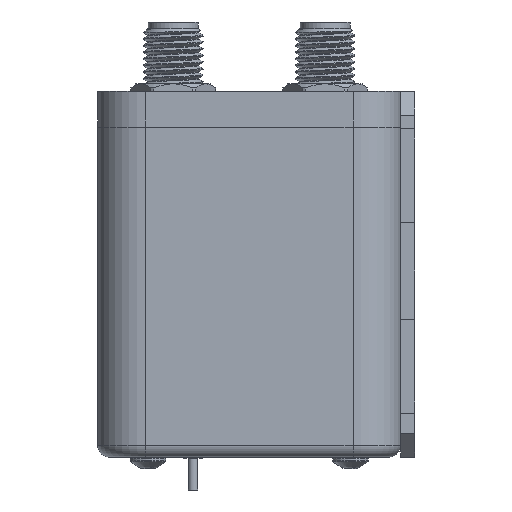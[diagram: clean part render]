
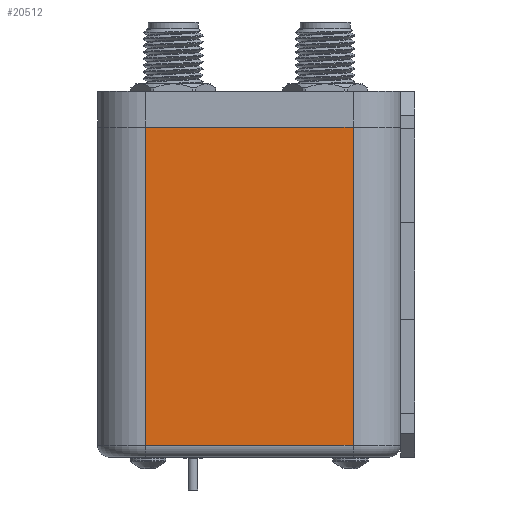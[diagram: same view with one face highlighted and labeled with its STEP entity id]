
A CAD part, left-side view. The second image highlights one B-rep face of the part: STEP entity #20512.
In plain terms, the highlighted planar face has unit normal (-1, 0, 0).
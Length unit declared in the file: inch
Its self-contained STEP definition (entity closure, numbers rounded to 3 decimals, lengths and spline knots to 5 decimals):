
#6 = EDGE_LOOP ( 'NONE', ( #28897, #32810, #19932, #16117 ) ) ;
#223 = DIRECTION ( 'NONE',  ( -1., 0., 0. ) ) ;
#6777 = DIRECTION ( 'NONE',  ( 0., 0., 1. ) ) ;
#7102 = DIRECTION ( 'NONE',  ( 0., 0., -1. ) ) ;
#10126 = VECTOR ( 'NONE', #13612, 39.37008 ) ;
#11626 = CARTESIAN_POINT ( 'NONE',  ( -0.63583, 0.43583, -1.53543 ) ) ;
#13612 = DIRECTION ( 'NONE',  ( 0., -1., 0. ) ) ;
#14347 = LINE ( 'NONE', #29620, #18376 ) ;
#14608 = PLANE ( 'NONE',  #44058 ) ;
#15361 = EDGE_CURVE ( 'NONE', #43462, #27156, #14347, .T. ) ;
#15432 = LINE ( 'NONE', #11626, #19241 ) ;
#16117 = ORIENTED_EDGE ( 'NONE', *, *, #15361, .T. ) ;
#16399 = CARTESIAN_POINT ( 'NONE',  ( -0.63583, 0.43583, -0.15 ) ) ;
#18376 = VECTOR ( 'NONE', #6777, 39.37008 ) ;
#19241 = VECTOR ( 'NONE', #7102, 39.37008 ) ;
#19932 = ORIENTED_EDGE ( 'NONE', *, *, #27130, .T. ) ;
#20162 = VECTOR ( 'NONE', #43861, 39.37008 ) ;
#20497 = CARTESIAN_POINT ( 'NONE',  ( -0.63583, 0.43583, -1.48543 ) ) ;
#20512 = ADVANCED_FACE ( 'NONE', ( #34646 ), #14608, .T. ) ;
#22353 = CARTESIAN_POINT ( 'NONE',  ( -0.63583, -0.63583, -1.53543 ) ) ;
#27130 = EDGE_CURVE ( 'NONE', #42238, #43462, #33435, .T. ) ;
#27156 = VERTEX_POINT ( 'NONE', #28905 ) ;
#28844 = CARTESIAN_POINT ( 'NONE',  ( -0.63583, -0.63583, -0.15 ) ) ;
#28897 = ORIENTED_EDGE ( 'NONE', *, *, #38353, .F. ) ;
#28905 = CARTESIAN_POINT ( 'NONE',  ( -0.63583, -0.43583, -0.15 ) ) ;
#29620 = CARTESIAN_POINT ( 'NONE',  ( -0.63583, -0.43583, -1.53543 ) ) ;
#30098 = CARTESIAN_POINT ( 'NONE',  ( -0.63583, -0.43583, -1.48543 ) ) ;
#32262 = EDGE_CURVE ( 'NONE', #32403, #42238, #15432, .T. ) ;
#32403 = VERTEX_POINT ( 'NONE', #16399 ) ;
#32672 = CARTESIAN_POINT ( 'NONE',  ( -0.63583, -0.63583, -1.48543 ) ) ;
#32810 = ORIENTED_EDGE ( 'NONE', *, *, #32262, .T. ) ;
#33435 = LINE ( 'NONE', #32672, #10126 ) ;
#34646 = FACE_OUTER_BOUND ( 'NONE', #6, .T. ) ;
#37925 = DIRECTION ( 'NONE',  ( 0., 0., 1. ) ) ;
#38353 = EDGE_CURVE ( 'NONE', #32403, #27156, #47128, .T. ) ;
#42238 = VERTEX_POINT ( 'NONE', #20497 ) ;
#43462 = VERTEX_POINT ( 'NONE', #30098 ) ;
#43861 = DIRECTION ( 'NONE',  ( 0., -1., 0. ) ) ;
#44058 = AXIS2_PLACEMENT_3D ( 'NONE', #22353, #223, #37925 ) ;
#47128 = LINE ( 'NONE', #28844, #20162 ) ;
